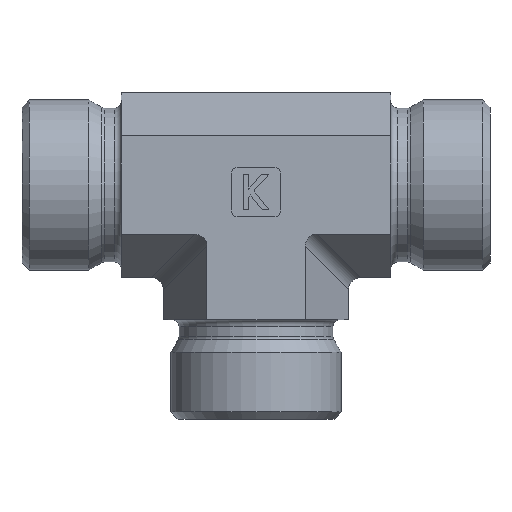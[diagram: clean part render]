
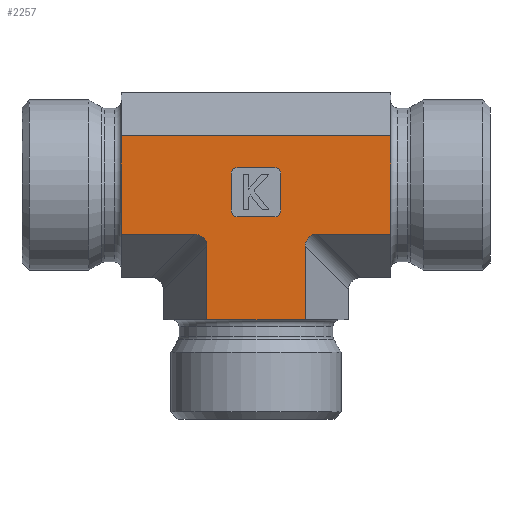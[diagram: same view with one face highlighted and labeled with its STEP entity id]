
A CAD part, left-side view. The second image highlights one B-rep face of the part: STEP entity #2257.
In plain terms, the highlighted planar face has unit normal (-1, 0, 0).
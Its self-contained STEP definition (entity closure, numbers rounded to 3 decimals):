
#318=CARTESIAN_POINT('',(-30.485,28.544,15.072));
#319=VERTEX_POINT('',#318);
#328=CARTESIAN_POINT('',(-30.485,28.544,28.928));
#329=VERTEX_POINT('',#328);
#330=CARTESIAN_POINT('',(-30.485,28.544,28.928));
#331=DIRECTION('',(0.0,0.0,-1.0));
#332=VECTOR('',#331,13.856);
#333=LINE('',#330,#332);
#334=EDGE_CURVE('',#329,#319,#333,.T.);
#523=CARTESIAN_POINT('',(-30.485,-9.456,28.928));
#524=VERTEX_POINT('',#523);
#525=CARTESIAN_POINT('',(-30.485,28.544,28.928));
#526=DIRECTION('',(0.0,-1.0,0.0));
#527=VECTOR('',#526,38.0);
#528=LINE('',#525,#527);
#529=EDGE_CURVE('',#329,#524,#528,.T.);
#795=CARTESIAN_POINT('',(-30.485,2.616,3.0));
#796=VERTEX_POINT('',#795);
#803=CARTESIAN_POINT('',(-30.485,16.472,3.0));
#804=VERTEX_POINT('',#803);
#805=CARTESIAN_POINT('',(-30.485,16.472,3.0));
#806=DIRECTION('',(0.0,-1.0,0.0));
#807=VECTOR('',#806,13.856);
#808=LINE('',#805,#807);
#809=EDGE_CURVE('',#804,#796,#808,.T.);
#894=CARTESIAN_POINT('',(-30.485,16.472,13.34));
#895=VERTEX_POINT('',#894);
#896=CARTESIAN_POINT('',(-30.485,16.472,3.0));
#897=DIRECTION('',(0.0,0.0,1.0));
#898=VECTOR('',#897,10.34);
#899=LINE('',#896,#898);
#900=EDGE_CURVE('',#804,#895,#899,.T.);
#1127=CARTESIAN_POINT('',(-30.485,-9.456,15.072));
#1128=VERTEX_POINT('',#1127);
#1129=CARTESIAN_POINT('',(-30.485,-9.456,15.072));
#1130=DIRECTION('',(0.0,0.0,1.0));
#1131=VECTOR('',#1130,13.856);
#1132=LINE('',#1129,#1131);
#1133=EDGE_CURVE('',#1128,#524,#1132,.T.);
#1229=CARTESIAN_POINT('',(-30.485,0.884,15.072));
#1230=VERTEX_POINT('',#1229);
#1231=CARTESIAN_POINT('',(-30.485,0.884,15.072));
#1232=DIRECTION('',(0.0,-1.0,0.0));
#1233=VECTOR('',#1232,10.34);
#1234=LINE('',#1231,#1233);
#1235=EDGE_CURVE('',#1230,#1128,#1234,.T.);
#1331=CARTESIAN_POINT('',(-30.485,18.204,15.072));
#1332=VERTEX_POINT('',#1331);
#1333=CARTESIAN_POINT('',(-30.485,18.781,12.762));
#1334=DIRECTION('',(-1.0,0.0,0.0));
#1335=DIRECTION('',(0.0,-0.707,0.707));
#1336=AXIS2_PLACEMENT_3D('',#1333,#1334,#1335);
#1337=ELLIPSE('',#1336,2.582,2.0);
#1338=EDGE_CURVE('',#895,#1332,#1337,.T.);
#1395=CARTESIAN_POINT('',(-30.485,18.204,15.072));
#1396=DIRECTION('',(0.0,1.0,0.0));
#1397=VECTOR('',#1396,10.34);
#1398=LINE('',#1395,#1397);
#1399=EDGE_CURVE('',#1332,#319,#1398,.T.);
#1812=CARTESIAN_POINT('',(-30.485,6.044,23.5));
#1813=VERTEX_POINT('',#1812);
#1820=CARTESIAN_POINT('',(-30.485,7.044,24.5));
#1821=VERTEX_POINT('',#1820);
#1822=CARTESIAN_POINT('',(-30.485,7.044,23.5));
#1823=DIRECTION('',(-1.0,0.0,0.0));
#1824=DIRECTION('',(0.0,-0.707,0.707));
#1825=AXIS2_PLACEMENT_3D('',#1822,#1823,#1824);
#1826=CIRCLE('',#1825,1.0);
#1827=EDGE_CURVE('',#1813,#1821,#1826,.T.);
#1844=CARTESIAN_POINT('',(-30.485,12.044,24.5));
#1845=VERTEX_POINT('',#1844);
#1846=CARTESIAN_POINT('',(-30.485,12.044,24.5));
#1847=DIRECTION('',(0.0,-1.0,0.0));
#1848=VECTOR('',#1847,5.);
#1849=LINE('',#1846,#1848);
#1850=EDGE_CURVE('',#1845,#1821,#1849,.T.);
#1885=CARTESIAN_POINT('',(-30.485,7.044,17.5));
#1886=VERTEX_POINT('',#1885);
#1893=CARTESIAN_POINT('',(-30.485,6.044,18.5));
#1894=VERTEX_POINT('',#1893);
#1895=CARTESIAN_POINT('',(-30.485,7.044,18.5));
#1896=DIRECTION('',(-1.0,0.0,0.0));
#1897=DIRECTION('',(0.0,-0.707,-0.707));
#1898=AXIS2_PLACEMENT_3D('',#1895,#1896,#1897);
#1899=CIRCLE('',#1898,1.0);
#1900=EDGE_CURVE('',#1886,#1894,#1899,.T.);
#1924=CARTESIAN_POINT('',(-30.485,6.044,23.5));
#1925=DIRECTION('',(0.0,0.0,-1.0));
#1926=VECTOR('',#1925,5.0);
#1927=LINE('',#1924,#1926);
#1928=EDGE_CURVE('',#1813,#1894,#1927,.T.);
#1949=CARTESIAN_POINT('',(-30.485,13.044,18.5));
#1950=VERTEX_POINT('',#1949);
#1957=CARTESIAN_POINT('',(-30.485,12.044,17.5));
#1958=VERTEX_POINT('',#1957);
#1959=CARTESIAN_POINT('',(-30.485,12.044,18.5));
#1960=DIRECTION('',(-1.0,0.0,0.0));
#1961=DIRECTION('',(0.0,0.707,-0.707));
#1962=AXIS2_PLACEMENT_3D('',#1959,#1960,#1961);
#1963=CIRCLE('',#1962,1.0);
#1964=EDGE_CURVE('',#1950,#1958,#1963,.T.);
#1988=CARTESIAN_POINT('',(-30.485,7.044,17.5));
#1989=DIRECTION('',(0.0,1.0,0.0));
#1990=VECTOR('',#1989,5.);
#1991=LINE('',#1988,#1990);
#1992=EDGE_CURVE('',#1886,#1958,#1991,.T.);
#2012=CARTESIAN_POINT('',(-30.485,13.044,23.5));
#2013=VERTEX_POINT('',#2012);
#2014=CARTESIAN_POINT('',(-30.485,12.044,23.5));
#2015=DIRECTION('',(-1.0,0.0,0.0));
#2016=DIRECTION('',(0.0,0.707,0.707));
#2017=AXIS2_PLACEMENT_3D('',#2014,#2015,#2016);
#2018=CIRCLE('',#2017,1.0);
#2019=EDGE_CURVE('',#1845,#2013,#2018,.T.);
#2043=CARTESIAN_POINT('',(-30.485,13.044,18.5));
#2044=DIRECTION('',(0.0,0.0,1.0));
#2045=VECTOR('',#2044,5.);
#2046=LINE('',#2043,#2045);
#2047=EDGE_CURVE('',#1950,#2013,#2046,.T.);
#2158=CARTESIAN_POINT('',(-30.485,2.616,13.34));
#2159=VERTEX_POINT('',#2158);
#2160=CARTESIAN_POINT('',(-30.485,0.306,12.762));
#2161=DIRECTION('',(-1.0,0.0,0.0));
#2162=DIRECTION('',(0.0,0.707,0.707));
#2163=AXIS2_PLACEMENT_3D('',#2160,#2161,#2162);
#2164=ELLIPSE('',#2163,2.582,2.0);
#2165=EDGE_CURVE('',#1230,#2159,#2164,.T.);
#2221=CARTESIAN_POINT('',(-30.485,2.616,3.0));
#2222=DIRECTION('',(0.0,0.0,1.0));
#2223=VECTOR('',#2222,10.34);
#2224=LINE('',#2221,#2223);
#2225=EDGE_CURVE('',#796,#2159,#2224,.T.);
#2230=CARTESIAN_POINT('',(-30.485,2.616,0.0));
#2231=DIRECTION('',(-1.0,0.0,0.0));
#2232=DIRECTION('',(0.0,0.0,1.0));
#2233=AXIS2_PLACEMENT_3D('',#2230,#2231,#2232);
#2234=PLANE('',#2233);
#2235=ORIENTED_EDGE('',*,*,#334,.T.);
#2236=ORIENTED_EDGE('',*,*,#1399,.F.);
#2237=ORIENTED_EDGE('',*,*,#1338,.F.);
#2238=ORIENTED_EDGE('',*,*,#900,.F.);
#2239=ORIENTED_EDGE('',*,*,#809,.T.);
#2240=ORIENTED_EDGE('',*,*,#2225,.T.);
#2241=ORIENTED_EDGE('',*,*,#2165,.F.);
#2242=ORIENTED_EDGE('',*,*,#1235,.T.);
#2243=ORIENTED_EDGE('',*,*,#1133,.T.);
#2244=ORIENTED_EDGE('',*,*,#529,.F.);
#2245=EDGE_LOOP('',(#2235,#2236,#2237,#2238,#2239,#2240,#2241,#2242,#2243,#2244));
#2246=FACE_OUTER_BOUND('',#2245,.T.);
#2247=ORIENTED_EDGE('',*,*,#1992,.T.);
#2248=ORIENTED_EDGE('',*,*,#1964,.F.);
#2249=ORIENTED_EDGE('',*,*,#2047,.T.);
#2250=ORIENTED_EDGE('',*,*,#2019,.F.);
#2251=ORIENTED_EDGE('',*,*,#1850,.T.);
#2252=ORIENTED_EDGE('',*,*,#1827,.F.);
#2253=ORIENTED_EDGE('',*,*,#1928,.T.);
#2254=ORIENTED_EDGE('',*,*,#1900,.F.);
#2255=EDGE_LOOP('',(#2247,#2248,#2249,#2250,#2251,#2252,#2253,#2254));
#2256=FACE_BOUND('',#2255,.T.);
#2257=ADVANCED_FACE('',(#2246,#2256),#2234,.T.);
